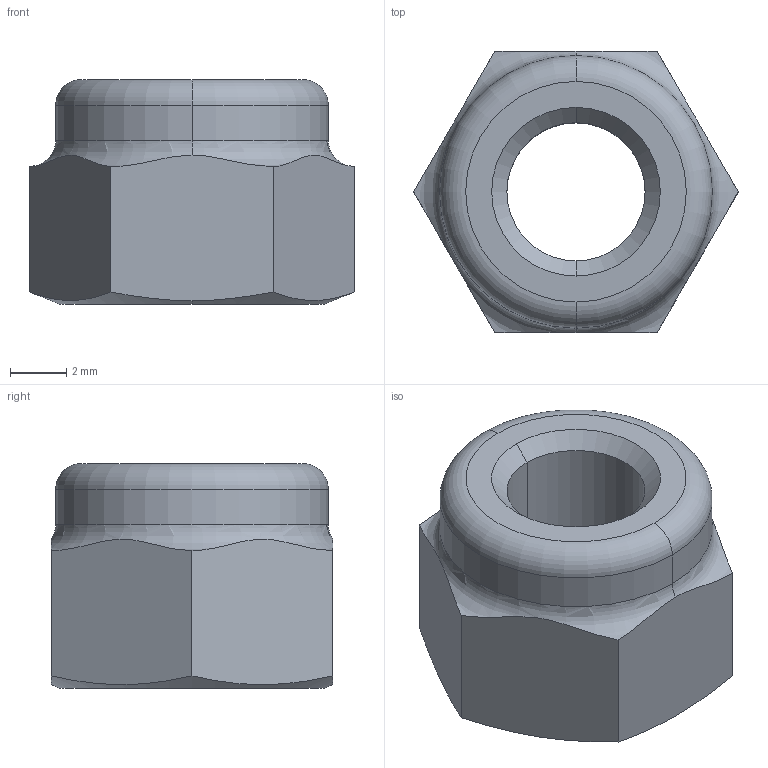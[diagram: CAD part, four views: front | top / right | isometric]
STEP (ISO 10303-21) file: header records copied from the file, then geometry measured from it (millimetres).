
FILE_DESCRIPTION (( 'STEP AP203' ), '1' );
FILE_NAME ('ehfr_6_Défaut_sldprt.STEP', '2019-10-30T08:16:49', ( '' ), ( '' ), 'SwSTEP 2.0', 'SolidWorks 2017', '' );
FILE_SCHEMA (( 'CONFIG_CONTROL_DESIGN' ));
Length unit declared in the file: millimetre
Products named in the file (1): ehfr_6_Défaut_sldprt
Bounding box: 11.55 x 10 x 8 mm (x, y, z)
Volume: 493 mm3; surface area: 487.9 mm2
Topology: 1 solids, 1 shells, 22 faces, 52 edges, 32 vertices
Faces by surface type: plane 8, cone 6, torus 4, cylinder 4
Entity records: 797 total; most frequent: CARTESIAN_POINT 223, ORIENTED_EDGE 104, DIRECTION 102, EDGE_CURVE 52, AXIS2_PLACEMENT_3D 43, VERTEX_POINT 32, EDGE_LOOP 24, FACE_OUTER_BOUND 22
